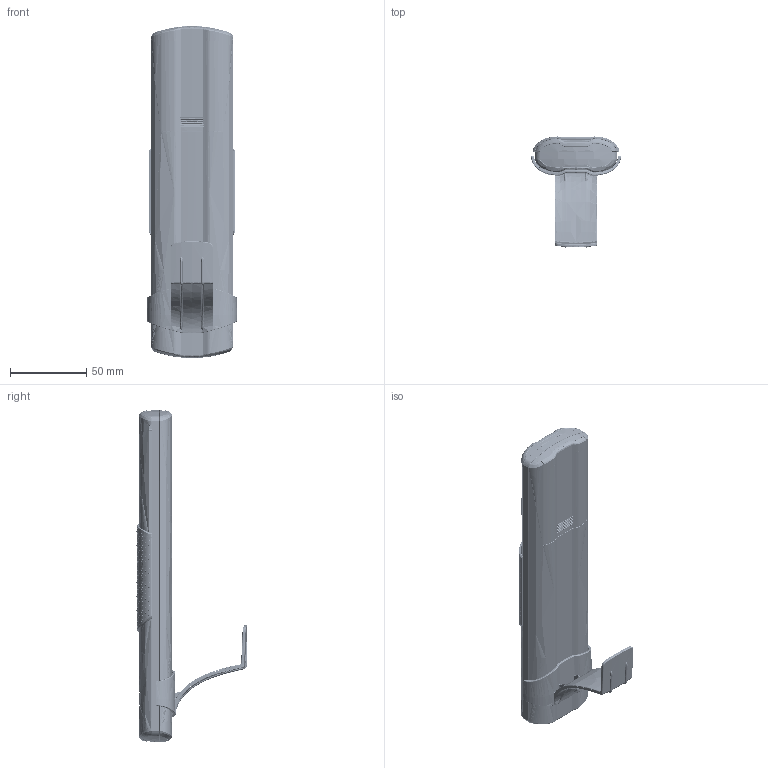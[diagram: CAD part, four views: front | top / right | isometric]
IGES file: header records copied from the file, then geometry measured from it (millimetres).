
Start section: SolidWorks IGES file using analytic representation for surfaces
Global section: file name: Elegance T Funk.IGS; native system: SolidWorks 2012; preprocessor: SolidWorks 2012; author: CKuhn; date: 130624.133048; units: millimetre
Bounding box: 59.1 x 72.91 x 218.03 mm (x, y, z)
Surface area: 51975.8 mm2 (no closed solid volume)
Topology: 0 solids, 0 shells, 4163 faces, 46907 edges, 45338 vertices
Faces by surface type: revolution 2212, bspline 1951
